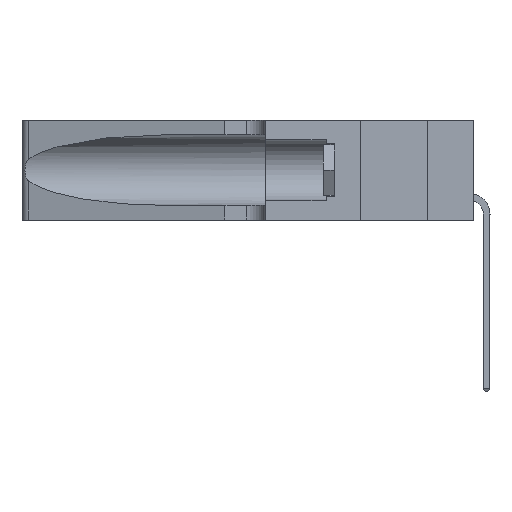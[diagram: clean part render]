
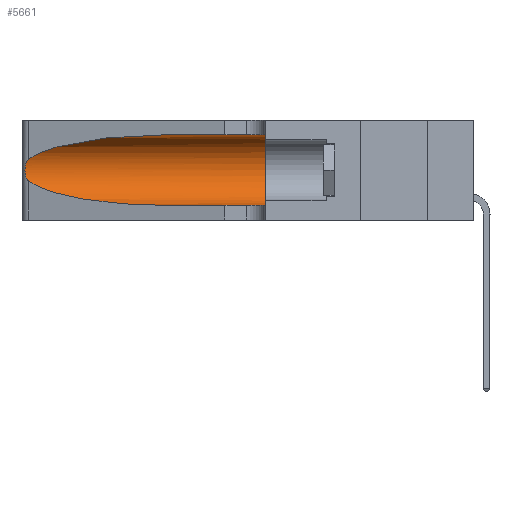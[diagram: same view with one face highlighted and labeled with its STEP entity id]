
A CAD part, left-side view. The second image highlights one B-rep face of the part: STEP entity #5661.
In plain terms, the highlighted cylindrical face has radius 3.308 mm (diameter 6.617 mm), a partial arc.
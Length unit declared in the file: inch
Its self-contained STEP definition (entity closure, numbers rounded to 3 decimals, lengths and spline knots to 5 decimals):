
#467 = CARTESIAN_POINT ( 'NONE',  ( 0.25639, 1.23186, 0.15144 ) ) ;
#899 = EDGE_CURVE ( 'NONE', #12920, #11447, #12172, .T. ) ;
#955 = CARTESIAN_POINT ( 'NONE',  ( 0.25487, 1.22718, 0.14631 ) ) ;
#1346 = EDGE_LOOP ( 'NONE', ( #8437, #23579, #22429, #19338, #21728, #14870 ) ) ;
#1951 = EDGE_CURVE ( 'NONE', #30937, #25734, #21303, .T. ) ;
#2252 = CYLINDRICAL_SURFACE ( 'NONE', #11786, 0.13025 ) ;
#2934 = DIRECTION ( 'NONE',  ( 0., -1., 0. ) ) ;
#3193 = CARTESIAN_POINT ( 'NONE',  ( 0.25787, 1.23484, 0.2124 ) ) ;
#3293 = CARTESIAN_POINT ( 'NONE',  ( 0.1305, 0.72297, 0.31525 ) ) ;
#5191 = CARTESIAN_POINT ( 'NONE',  ( 0.1305, 1.61858, 0.05475 ) ) ;
#5512 =( BOUNDED_CURVE ( )  B_SPLINE_CURVE ( 3, ( #14930, #12682, #33589, #28451 ),
 .UNSPECIFIED., .F., .T. ) 
 B_SPLINE_CURVE_WITH_KNOTS ( ( 4, 4 ),
 ( 1.5708, 2.84003 ),
 .UNSPECIFIED. ) 
 CURVE ( )  GEOMETRIC_REPRESENTATION_ITEM ( )  RATIONAL_B_SPLINE_CURVE ( ( 1., 0.87, 0.87, 1. ) ) 
 REPRESENTATION_ITEM ( '' )  );
#5661 = ADVANCED_FACE ( 'NONE', ( #23584 ), #2252, .F. ) ;
#5981 = CARTESIAN_POINT ( 'NONE',  ( 0.26017, 1.23833, 0.17102 ) ) ;
#6464 = VERTEX_POINT ( 'NONE', #24641 ) ;
#6907 = CARTESIAN_POINT ( 'NONE',  ( 0.1305, 0.72297, 0.05475 ) ) ;
#7387 = DIRECTION ( 'NONE',  ( 0., 0., -1. ) ) ;
#7577 = CARTESIAN_POINT ( 'NONE',  ( 0.1305, 0.35, 0.31525 ) ) ;
#8437 = ORIENTED_EDGE ( 'NONE', *, *, #22633, .T. ) ;
#8639 = B_SPLINE_CURVE_WITH_KNOTS ( 'NONE', 3,
 ( #16986, #16509, #32744, #3193, #19653, #22022, #27704, #27345, #5981, #19528, #32634, #467, #30170, #955 ),
 .UNSPECIFIED., .F., .F.,
 ( 4, 2, 2, 2, 2, 2, 4 ),
 ( 0., 0.00027, 0.00053, 0.00107, 0.0016, 0.00187, 0.00214 ),
 .UNSPECIFIED. ) ;
#11447 = VERTEX_POINT ( 'NONE', #7577 ) ;
#11517 = CARTESIAN_POINT ( 'NONE',  ( 0.1305, 0.35, 0.185 ) ) ;
#11786 = AXIS2_PLACEMENT_3D ( 'NONE', #29269, #13254, #7387 ) ;
#12172 = LINE ( 'NONE', #34255, #17181 ) ;
#12682 = CARTESIAN_POINT ( 'NONE',  ( 0.18966, 0.96281, 0.31525 ) ) ;
#12920 = VERTEX_POINT ( 'NONE', #3293 ) ;
#13254 = DIRECTION ( 'NONE',  ( 0., -1., 0. ) ) ;
#13783 = CARTESIAN_POINT ( 'NONE',  ( 0.18966, 0.96281, 0.05475 ) ) ;
#14150 = VECTOR ( 'NONE', #2934, 39.37008 ) ;
#14870 = ORIENTED_EDGE ( 'NONE', *, *, #899, .F. ) ;
#14930 = CARTESIAN_POINT ( 'NONE',  ( 0.1305, 0.72297, 0.31525 ) ) ;
#16509 = CARTESIAN_POINT ( 'NONE',  ( 0.25555, 1.22994, 0.2215 ) ) ;
#16664 = CARTESIAN_POINT ( 'NONE',  ( 0.25487, 1.22718, 0.22369 ) ) ;
#16891 = EDGE_CURVE ( 'NONE', #24745, #6464, #8639, .T. ) ;
#16986 = CARTESIAN_POINT ( 'NONE',  ( 0.25487, 1.22718, 0.22369 ) ) ;
#17181 = VECTOR ( 'NONE', #18601, 39.37008 ) ;
#17647 = CIRCLE ( 'NONE', #28779, 0.13025 ) ;
#17913 =( BOUNDED_CURVE ( )  B_SPLINE_CURVE ( 3, ( #30018, #32598, #13783, #32483 ),
 .UNSPECIFIED., .F., .F. ) 
 B_SPLINE_CURVE_WITH_KNOTS ( ( 4, 4 ),
 ( 3.44316, 4.71239 ),
 .UNSPECIFIED. ) 
 CURVE ( )  GEOMETRIC_REPRESENTATION_ITEM ( )  RATIONAL_B_SPLINE_CURVE ( ( 1., 0.87, 0.87, 1. ) ) 
 REPRESENTATION_ITEM ( '' )  );
#18601 = DIRECTION ( 'NONE',  ( 0., -1., 0. ) ) ;
#19338 = ORIENTED_EDGE ( 'NONE', *, *, #1951, .T. ) ;
#19528 = CARTESIAN_POINT ( 'NONE',  ( 0.25856, 1.23593, 0.16098 ) ) ;
#19653 = CARTESIAN_POINT ( 'NONE',  ( 0.25854, 1.2359, 0.20912 ) ) ;
#21303 = LINE ( 'NONE', #5191, #14150 ) ;
#21728 = ORIENTED_EDGE ( 'NONE', *, *, #24040, .F. ) ;
#21855 = EDGE_CURVE ( 'NONE', #6464, #30937, #17913, .T. ) ;
#21954 = DIRECTION ( 'NONE',  ( 0., 0., 1. ) ) ;
#22022 = CARTESIAN_POINT ( 'NONE',  ( 0.26018, 1.23835, 0.19895 ) ) ;
#22429 = ORIENTED_EDGE ( 'NONE', *, *, #21855, .T. ) ;
#22633 = EDGE_CURVE ( 'NONE', #12920, #24745, #5512, .T. ) ;
#23579 = ORIENTED_EDGE ( 'NONE', *, *, #16891, .T. ) ;
#23584 = FACE_OUTER_BOUND ( 'NONE', #1346, .T. ) ;
#24040 = EDGE_CURVE ( 'NONE', #11447, #25734, #17647, .T. ) ;
#24641 = CARTESIAN_POINT ( 'NONE',  ( 0.25487, 1.22718, 0.14631 ) ) ;
#24745 = VERTEX_POINT ( 'NONE', #16664 ) ;
#25118 = CARTESIAN_POINT ( 'NONE',  ( 0.1305, 0.35, 0.05475 ) ) ;
#25734 = VERTEX_POINT ( 'NONE', #25118 ) ;
#27345 = CARTESIAN_POINT ( 'NONE',  ( 0.26075, 1.23896, 0.178 ) ) ;
#27704 = CARTESIAN_POINT ( 'NONE',  ( 0.26075, 1.23896, 0.19203 ) ) ;
#28451 = CARTESIAN_POINT ( 'NONE',  ( 0.25487, 1.22718, 0.22369 ) ) ;
#28779 = AXIS2_PLACEMENT_3D ( 'NONE', #11517, #30222, #21954 ) ;
#29269 = CARTESIAN_POINT ( 'NONE',  ( 0.1305, 1.61858, 0.185 ) ) ;
#30018 = CARTESIAN_POINT ( 'NONE',  ( 0.25487, 1.22718, 0.14631 ) ) ;
#30170 = CARTESIAN_POINT ( 'NONE',  ( 0.25555, 1.22993, 0.14849 ) ) ;
#30222 = DIRECTION ( 'NONE',  ( 0., 1., 0. ) ) ;
#30937 = VERTEX_POINT ( 'NONE', #6907 ) ;
#32483 = CARTESIAN_POINT ( 'NONE',  ( 0.1305, 0.72297, 0.05475 ) ) ;
#32598 = CARTESIAN_POINT ( 'NONE',  ( 0.2373, 1.15595, 0.08982 ) ) ;
#32634 = CARTESIAN_POINT ( 'NONE',  ( 0.25789, 1.23486, 0.15765 ) ) ;
#32744 = CARTESIAN_POINT ( 'NONE',  ( 0.25639, 1.23184, 0.21858 ) ) ;
#33589 = CARTESIAN_POINT ( 'NONE',  ( 0.2373, 1.15595, 0.28018 ) ) ;
#34255 = CARTESIAN_POINT ( 'NONE',  ( 0.1305, 1.61858, 0.31525 ) ) ;
